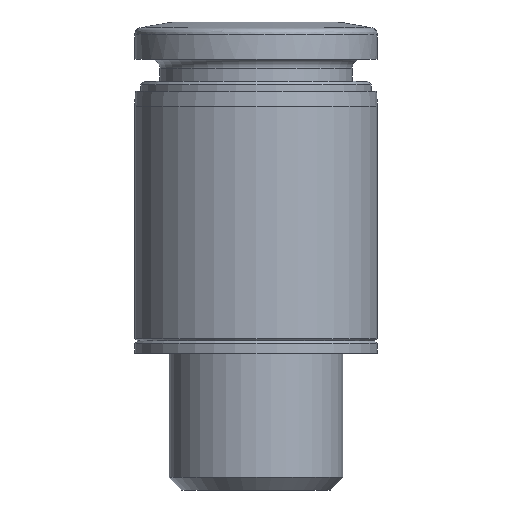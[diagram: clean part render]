
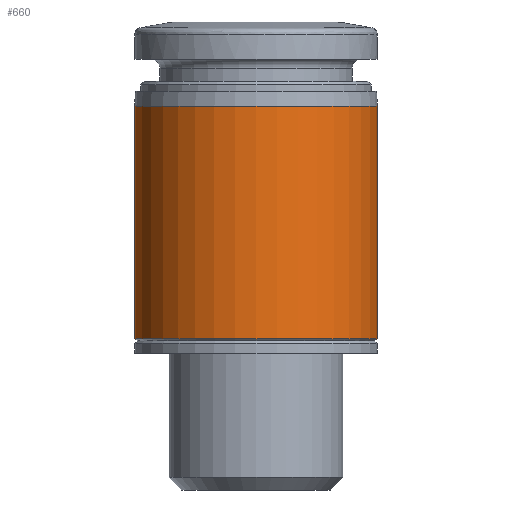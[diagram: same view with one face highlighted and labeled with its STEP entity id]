
A CAD part, front view. The second image highlights one B-rep face of the part: STEP entity #660.
In plain terms, the highlighted cylindrical face has radius 4.905 mm (diameter 9.811 mm), a partial arc.
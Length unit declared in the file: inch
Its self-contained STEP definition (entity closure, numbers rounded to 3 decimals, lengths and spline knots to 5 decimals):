
#162 = CARTESIAN_POINT ( 'NONE',  ( 0.19313, 0., 0. ) ) ;
#184 = DIRECTION ( 'NONE',  ( 0., 0., 1. ) ) ;
#193 = CARTESIAN_POINT ( 'NONE',  ( -0.19313, 0., -0.03944 ) ) ;
#217 = CARTESIAN_POINT ( 'NONE',  ( 0.19313, 0., -0.40903 ) ) ;
#316 = DIRECTION ( 'NONE',  ( 0., 0., 1. ) ) ;
#410 = ORIENTED_EDGE ( 'NONE', *, *, #516, .F. ) ;
#516 = EDGE_CURVE ( 'NONE', #1821, #917, #743, .T. ) ;
#590 = DIRECTION ( 'NONE',  ( 1., 0., 0. ) ) ;
#592 = ORIENTED_EDGE ( 'NONE', *, *, #1764, .F. ) ;
#636 = CARTESIAN_POINT ( 'NONE',  ( 0.19313, 0., -0.03944 ) ) ;
#660 = ADVANCED_FACE ( 'NONE', ( #1840 ), #2450, .T. ) ;
#743 = CIRCLE ( 'NONE', #2461, 0.19313 ) ;
#798 = VECTOR ( 'NONE', #998, 39.37008 ) ;
#917 = VERTEX_POINT ( 'NONE', #636 ) ;
#972 = VERTEX_POINT ( 'NONE', #217 ) ;
#998 = DIRECTION ( 'NONE',  ( 0., 0., 1. ) ) ;
#1111 = CIRCLE ( 'NONE', #2581, 0.19313 ) ;
#1167 = CARTESIAN_POINT ( 'NONE',  ( 0., 0., -0.40903 ) ) ;
#1180 = LINE ( 'NONE', #162, #798 ) ;
#1346 = DIRECTION ( 'NONE',  ( 1., 0., 0. ) ) ;
#1414 = EDGE_LOOP ( 'NONE', ( #592, #2132, #2432, #410 ) ) ;
#1421 = CARTESIAN_POINT ( 'NONE',  ( 0., 0., 0. ) ) ;
#1525 = AXIS2_PLACEMENT_3D ( 'NONE', #1421, #184, #590 ) ;
#1764 = EDGE_CURVE ( 'NONE', #2497, #1821, #2259, .T. ) ;
#1787 = CARTESIAN_POINT ( 'NONE',  ( -0.19313, 0., 0. ) ) ;
#1818 = EDGE_CURVE ( 'NONE', #972, #917, #1180, .T. ) ;
#1821 = VERTEX_POINT ( 'NONE', #193 ) ;
#1840 = FACE_OUTER_BOUND ( 'NONE', #1414, .T. ) ;
#1981 = DIRECTION ( 'NONE',  ( 0., 0., 1. ) ) ;
#2132 = ORIENTED_EDGE ( 'NONE', *, *, #2447, .T. ) ;
#2259 = LINE ( 'NONE', #1787, #2441 ) ;
#2350 = DIRECTION ( 'NONE',  ( 0., 0., 1. ) ) ;
#2357 = CARTESIAN_POINT ( 'NONE',  ( -0.19313, 0., -0.40903 ) ) ;
#2432 = ORIENTED_EDGE ( 'NONE', *, *, #1818, .T. ) ;
#2441 = VECTOR ( 'NONE', #2350, 39.37008 ) ;
#2447 = EDGE_CURVE ( 'NONE', #2497, #972, #1111, .T. ) ;
#2450 = CYLINDRICAL_SURFACE ( 'NONE', #1525, 0.19313 ) ;
#2461 = AXIS2_PLACEMENT_3D ( 'NONE', #2549, #1981, #1346 ) ;
#2497 = VERTEX_POINT ( 'NONE', #2357 ) ;
#2549 = CARTESIAN_POINT ( 'NONE',  ( 0., 0., -0.03944 ) ) ;
#2554 = DIRECTION ( 'NONE',  ( 1., 0., 0. ) ) ;
#2581 = AXIS2_PLACEMENT_3D ( 'NONE', #1167, #316, #2554 ) ;
